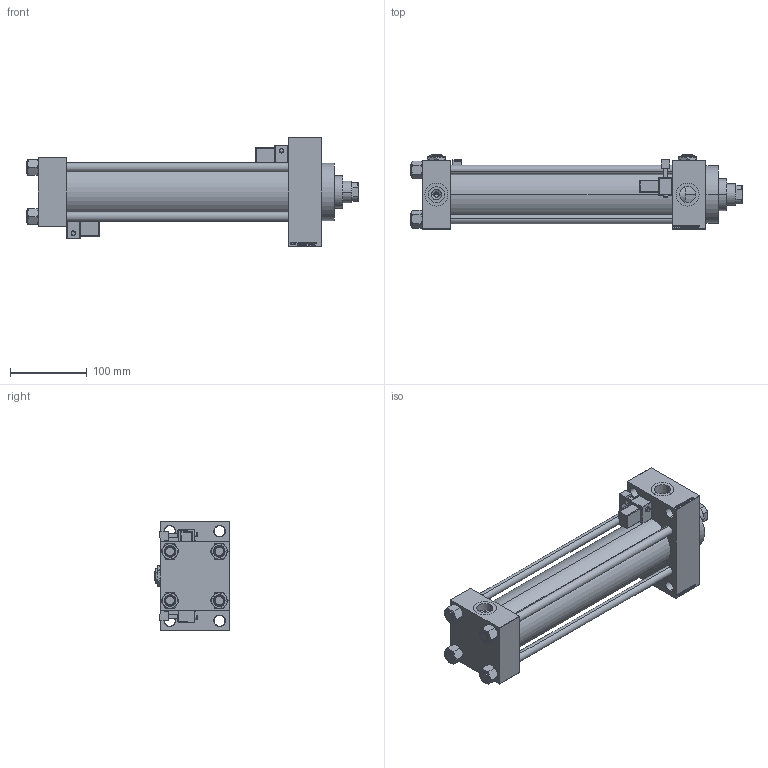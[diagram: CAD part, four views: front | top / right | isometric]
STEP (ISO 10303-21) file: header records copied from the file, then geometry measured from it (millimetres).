
FILE_DESCRIPTION (( 'STEP AP203' ), '1' );
FILE_NAME ('6ea2.STEP', '2024-03-18T12:13:26', ( '' ), ( '' ), 'SwSTEP 2.0', 'SolidWorks 2019', '' );
FILE_SCHEMA (( 'CONFIG_CONTROL_DESIGN' ));
Length unit declared in the file: millimetre
Products named in the file (8): V215CR_VCP_D 77afddebf6fd77a91afbe53c000b65e0; V215CR_D_TYCINKA 77afddebf6fd77a91afbe53c000b65e0; V215_VC_A 77afddebf6fd77a91afbe53c000b65e0; NUT_M5_D 77afddebf6fd77a91afbe53c000b65e0; V215CR_D_Body 77afddebf6fd77a91afbe53c000b65e0; 6ea2; Zatka_pro_OIL_PORT 77afddebf6fd77a91afbe53c000b65e0; V215CR_MSU 77afddebf6fd77a91afbe53c000b65e0
Assembly tree (15 placements, depth 2):
  6ea2
    V215CR_D_Body 77afddebf6fd77a91afbe53c000b65e0
    V215CR_VCP_D 77afddebf6fd77a91afbe53c000b65e0
    NUT_M5_D 77afddebf6fd77a91afbe53c000b65e0  x4
    V215CR_D_TYCINKA 77afddebf6fd77a91afbe53c000b65e0  x4
    V215_VC_A 77afddebf6fd77a91afbe53c000b65e0
    V215CR_MSU 77afddebf6fd77a91afbe53c000b65e0  x2
    Zatka_pro_OIL_PORT 77afddebf6fd77a91afbe53c000b65e0  x2
Bounding box: 433 x 97 x 142 mm (x, y, z)
Volume: 1520572.2 mm3; surface area: 367504.3 mm2
Topology: 15 solids, 15 shells, 1358 faces, 3344 edges, 2116 vertices
Faces by surface type: plane 603, bspline 368, cone 184, cylinder 159, sphere 24, torus 20
Entity records: 51497 total; most frequent: CARTESIAN_POINT 26071, ORIENTED_EDGE 5606, DIRECTION 3839, EDGE_CURVE 2803, VERTEX_POINT 1818, LINE 1651, VECTOR 1651, EDGE_LOOP 1261
